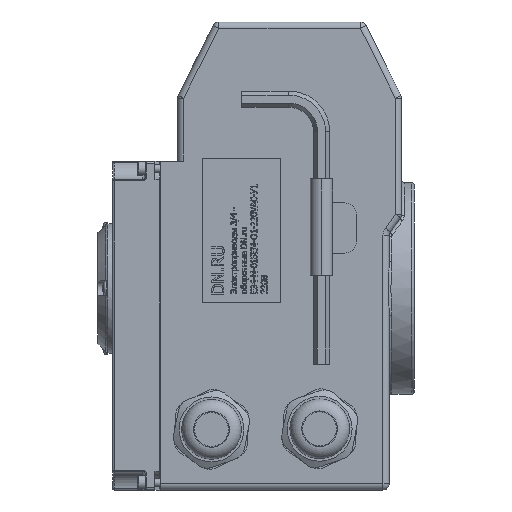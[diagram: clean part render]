
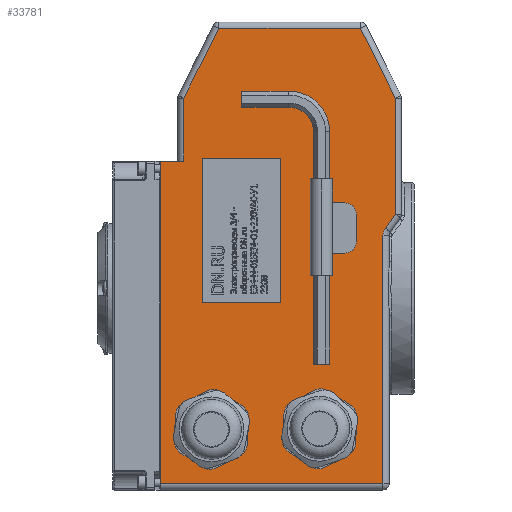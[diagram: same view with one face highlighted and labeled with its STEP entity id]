
A CAD part, left-side view. The second image highlights one B-rep face of the part: STEP entity #33781.
In plain terms, the highlighted planar face has unit normal (-1, 0, 0).
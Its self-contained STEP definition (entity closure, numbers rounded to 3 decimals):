
#402=FACE_BOUND('',#12390,.T.);
#1213=PLANE('',#35912);
#4784=LINE('',#55961,#7640);
#4787=LINE('',#55966,#7643);
#4789=LINE('',#55970,#7645);
#4791=LINE('',#55973,#7647);
#4871=LINE('',#56726,#7727);
#4875=LINE('',#56739,#7731);
#5164=LINE('',#58166,#8020);
#5165=LINE('',#58190,#8021);
#5167=LINE('',#58193,#8023);
#5169=LINE('',#58199,#8025);
#5173=LINE('',#58208,#8029);
#5174=LINE('',#58210,#8030);
#5176=LINE('',#58214,#8032);
#5177=LINE('',#58216,#8033);
#7640=VECTOR('',#39965,10.);
#7643=VECTOR('',#39970,10.);
#7645=VECTOR('',#39974,10.);
#7647=VECTOR('',#39978,10.);
#7727=VECTOR('',#40466,10.);
#7731=VECTOR('',#40478,10.);
#8020=VECTOR('',#41475,10.);
#8021=VECTOR('',#41508,10.);
#8023=VECTOR('',#41512,10.);
#8025=VECTOR('',#41520,10.);
#8029=VECTOR('',#41532,10.);
#8030=VECTOR('',#41535,10.);
#8032=VECTOR('',#41541,10.);
#8033=VECTOR('',#41544,10.);
#10472=FACE_OUTER_BOUND('',#12389,.T.);
#12389=EDGE_LOOP('',(#29631,#29632,#29633,#29634,#29635,#29636,#29637,#29638,
#29639,#29640,#29641));
#12390=EDGE_LOOP('',(#29642,#29643,#29644,#29645));
#13080=CIRCLE('',#35591,5.);
#15303=VERTEX_POINT('',#55959);
#15304=VERTEX_POINT('',#55960);
#15305=VERTEX_POINT('',#55965);
#15306=VERTEX_POINT('',#55969);
#15419=VERTEX_POINT('',#56723);
#15420=VERTEX_POINT('',#56725);
#15425=VERTEX_POINT('',#56737);
#15799=VERTEX_POINT('',#58150);
#15800=VERTEX_POINT('',#58154);
#15801=VERTEX_POINT('',#58156);
#15803=VERTEX_POINT('',#58162);
#15804=VERTEX_POINT('',#58168);
#15805=VERTEX_POINT('',#58172);
#15808=VERTEX_POINT('',#58180);
#15810=VERTEX_POINT('',#58186);
#19337=EDGE_CURVE('',#15303,#15304,#4784,.T.);
#19340=EDGE_CURVE('',#15304,#15305,#4787,.T.);
#19342=EDGE_CURVE('',#15305,#15306,#4789,.T.);
#19344=EDGE_CURVE('',#15306,#15303,#4791,.T.);
#19560=EDGE_CURVE('',#15419,#15420,#4871,.T.);
#19567=EDGE_CURVE('',#15425,#15419,#4875,.T.);
#20103=EDGE_CURVE('',#15800,#15801,#13080,.T.);
#20108=EDGE_CURVE('',#15420,#15803,#5164,.T.);
#20120=EDGE_CURVE('',#15805,#15810,#5165,.T.);
#20122=EDGE_CURVE('',#15810,#15808,#5167,.T.);
#20125=EDGE_CURVE('',#15808,#15804,#5169,.T.);
#20130=EDGE_CURVE('',#15803,#15805,#5173,.T.);
#20131=EDGE_CURVE('',#15804,#15800,#5174,.T.);
#20133=EDGE_CURVE('',#15801,#15799,#5176,.T.);
#20134=EDGE_CURVE('',#15799,#15425,#5177,.T.);
#29631=ORIENTED_EDGE('',*,*,#19560,.F.);
#29632=ORIENTED_EDGE('',*,*,#19567,.F.);
#29633=ORIENTED_EDGE('',*,*,#20134,.F.);
#29634=ORIENTED_EDGE('',*,*,#20133,.F.);
#29635=ORIENTED_EDGE('',*,*,#20103,.F.);
#29636=ORIENTED_EDGE('',*,*,#20131,.F.);
#29637=ORIENTED_EDGE('',*,*,#20125,.F.);
#29638=ORIENTED_EDGE('',*,*,#20122,.F.);
#29639=ORIENTED_EDGE('',*,*,#20120,.F.);
#29640=ORIENTED_EDGE('',*,*,#20130,.F.);
#29641=ORIENTED_EDGE('',*,*,#20108,.F.);
#29642=ORIENTED_EDGE('',*,*,#19337,.T.);
#29643=ORIENTED_EDGE('',*,*,#19340,.T.);
#29644=ORIENTED_EDGE('',*,*,#19342,.T.);
#29645=ORIENTED_EDGE('',*,*,#19344,.T.);
#33781=ADVANCED_FACE('',(#10472,#402),#1213,.F.);
#35591=AXIS2_PLACEMENT_3D('',#58157,#41461,#41462);
#35912=AXIS2_PLACEMENT_3D('',#60184,#42458,#42459);
#39965=DIRECTION('',(0.,1.,0.));
#39970=DIRECTION('',(0.,0.,1.));
#39974=DIRECTION('',(0.,-1.,0.));
#39978=DIRECTION('',(0.,0.,-1.));
#40466=DIRECTION('',(0.,-1.,0.));
#40478=DIRECTION('',(0.,0.,1.));
#41461=DIRECTION('center_axis',(-1.,0.,0.));
#41462=DIRECTION('ref_axis',(0.,0.952,0.305));
#41475=DIRECTION('',(0.,0.,1.));
#41508=DIRECTION('',(0.,-1.,0.));
#41512=DIRECTION('',(0.,-0.447,-0.894));
#41520=DIRECTION('',(0.,0.,-1.));
#41532=DIRECTION('',(0.,-0.447,0.894));
#41535=DIRECTION('',(0.,0.582,-0.813));
#41541=DIRECTION('',(0.,0.,-1.));
#41544=DIRECTION('',(0.,1.,0.));
#42458=DIRECTION('center_axis',(1.,0.,0.));
#42459=DIRECTION('ref_axis',(0.,0.,-1.));
#55959=CARTESIAN_POINT('',(0.,3.522,-18.847));
#55960=CARTESIAN_POINT('',(0.,34.889,-18.847));
#55961=CARTESIAN_POINT('',(0.,17.444,-18.847));
#55965=CARTESIAN_POINT('',(0.,34.889,39.262));
#55966=CARTESIAN_POINT('',(0.,34.889,19.631));
#55969=CARTESIAN_POINT('',(0.,3.522,39.262));
#55970=CARTESIAN_POINT('',(0.,1.761,39.262));
#55973=CARTESIAN_POINT('',(0.,3.522,-9.423));
#56723=CARTESIAN_POINT('',(0.,52.,38.126));
#56725=CARTESIAN_POINT('',(0.,42.5,38.126));
#56726=CARTESIAN_POINT('',(0.,45.,38.126));
#56737=CARTESIAN_POINT('',(0.,52.,-91.5));
#56739=CARTESIAN_POINT('',(0.,52.,-94.));
#58150=CARTESIAN_POINT('',(0.,-37.5,-91.5));
#58154=CARTESIAN_POINT('',(0.,-38.433,11.115));
#58156=CARTESIAN_POINT('',(0.,-37.5,8.207));
#58157=CARTESIAN_POINT('Origin',(0.,-42.5,8.207));
#58162=CARTESIAN_POINT('',(0.,42.5,63.41));
#58166=CARTESIAN_POINT('',(0.,42.5,8.));
#58168=CARTESIAN_POINT('',(0.,-42.5,16.802));
#58172=CARTESIAN_POINT('',(0.,28.455,91.5));
#58180=CARTESIAN_POINT('',(0.,-42.5,63.41));
#58186=CARTESIAN_POINT('',(0.,-28.455,91.5));
#58190=CARTESIAN_POINT('',(0.,15.,91.5));
#58193=CARTESIAN_POINT('',(0.,-43.564,61.282));
#58199=CARTESIAN_POINT('',(0.,-42.5,32.));
#58208=CARTESIAN_POINT('',(0.,51.064,46.282));
#58210=CARTESIAN_POINT('',(0.,-31.567,1.515));
#58214=CARTESIAN_POINT('',(0.,-37.5,4.504));
#58216=CARTESIAN_POINT('',(0.,-20.,-91.5));
#60184=CARTESIAN_POINT('Origin',(0.,0.,0.));
